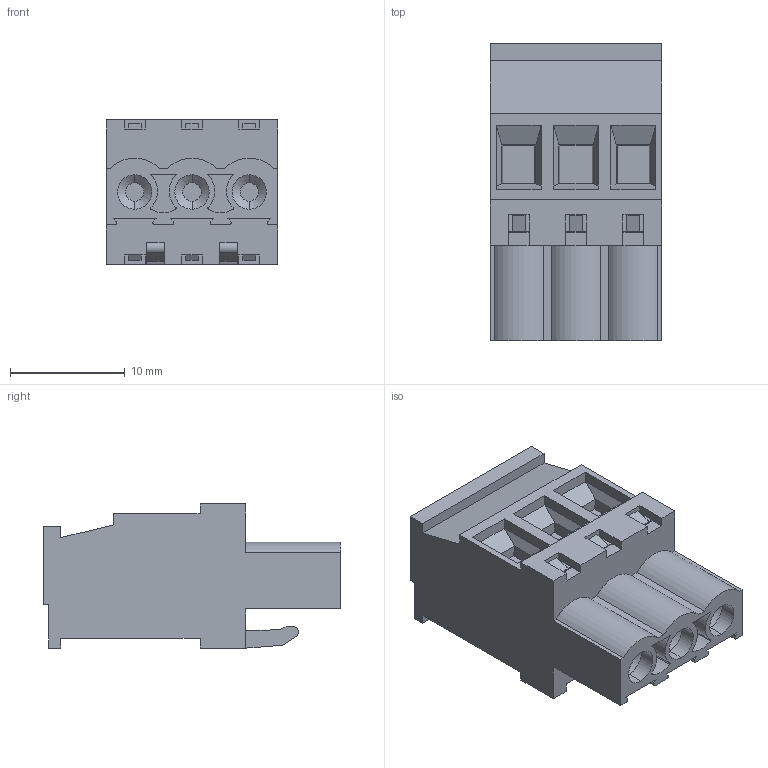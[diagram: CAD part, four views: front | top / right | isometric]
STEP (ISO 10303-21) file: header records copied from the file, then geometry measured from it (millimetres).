
FILE_DESCRIPTION((''),'2;1');
FILE_NAME('WJ2EDGKB-500-3P-00A','2017-03-15T',('QZY'),(''),'CREO PARAMETRIC BY PTC INC, 2014440','CREO PARAMETRIC BY PTC INC, 2014440','');
FILE_SCHEMA(('CONFIG_CONTROL_DESIGN'));
Length unit declared in the file: millimetre
Products named in the file (1): WJ2EDGKB-500-3P-00A
Bounding box: 15 x 26 x 12.6 mm (x, y, z)
Volume: 3177.8 mm3; surface area: 2312 mm2
Topology: 1 solids, 1 shells, 279 faces, 704 edges, 438 vertices
Faces by surface type: plane 184, cylinder 59, cone 24, torus 12
Entity records: 8319 total; most frequent: CARTESIAN_POINT 1497, ORIENTED_EDGE 1408, DIRECTION 1398, EDGE_CURVE 704, VECTOR 544, LINE 544, VERTEX_POINT 438, AXIS2_PLACEMENT_3D 427
